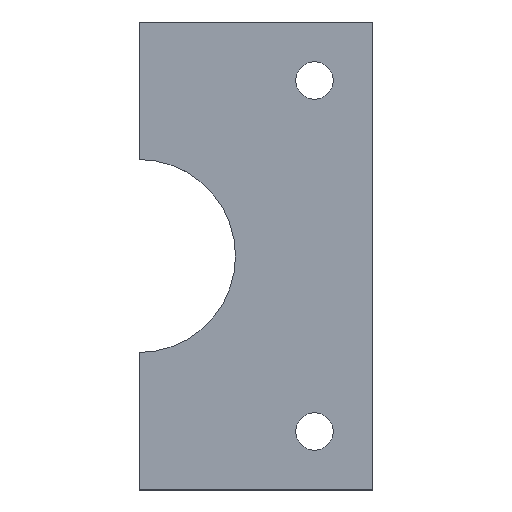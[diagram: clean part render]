
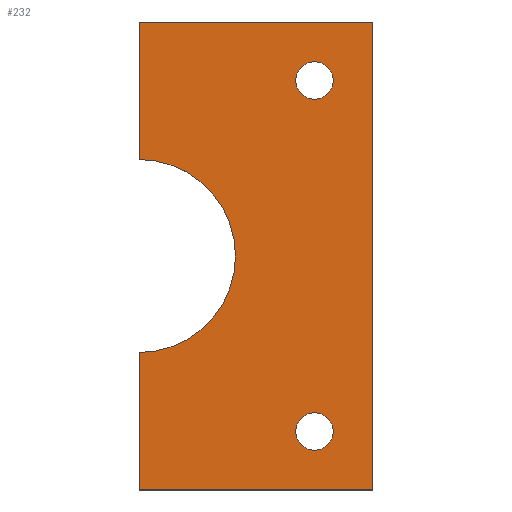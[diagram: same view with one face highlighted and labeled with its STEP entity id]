
A CAD part, top view. The second image highlights one B-rep face of the part: STEP entity #232.
In plain terms, the highlighted free-form (B-spline) face has degree [1, 1] with [2, 2] control points.
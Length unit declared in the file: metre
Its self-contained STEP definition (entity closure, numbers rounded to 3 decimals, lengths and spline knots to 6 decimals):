
#14=LINE('',#347,#30);
#18=LINE('',#358,#34);
#21=LINE('',#367,#37);
#24=LINE('',#376,#40);
#27=LINE('',#385,#43);
#30=VECTOR('',#271,1.);
#34=VECTOR('',#275,1.);
#37=VECTOR('',#278,1.);
#40=VECTOR('',#281,1.);
#43=VECTOR('',#284,1.);
#49=B_SPLINE_SURFACE_WITH_KNOTS('',1,1,((#420,#421),(#422,#423)),
 .PLANE_SURF.,.F.,.F.,.F.,(2,2),(2,2),(0.,1.),(0.,1.),.UNSPECIFIED.);
#97=ORIENTED_EDGE('',*,*,#129,.T.);
#98=ORIENTED_EDGE('',*,*,#133,.F.);
#99=ORIENTED_EDGE('',*,*,#136,.T.);
#100=ORIENTED_EDGE('',*,*,#139,.T.);
#101=ORIENTED_EDGE('',*,*,#142,.T.);
#102=ORIENTED_EDGE('',*,*,#147,.F.);
#103=ORIENTED_EDGE('',*,*,#146,.F.);
#104=ORIENTED_EDGE('',*,*,#123,.F.);
#105=ORIENTED_EDGE('',*,*,#143,.F.);
#106=ORIENTED_EDGE('',*,*,#119,.F.);
#107=ORIENTED_EDGE('',*,*,#149,.F.);
#119=EDGE_CURVE('',#151,#152,#173,.T.);
#123=EDGE_CURVE('',#155,#156,#175,.T.);
#129=EDGE_CURVE('',#162,#161,#14,.T.);
#133=EDGE_CURVE('',#164,#161,#18,.T.);
#136=EDGE_CURVE('',#164,#166,#21,.T.);
#139=EDGE_CURVE('',#166,#168,#24,.T.);
#142=EDGE_CURVE('',#168,#170,#27,.T.);
#143=EDGE_CURVE('',#156,#155,#177,.T.);
#146=EDGE_CURVE('',#162,#172,#180,.T.);
#147=EDGE_CURVE('',#172,#170,#181,.T.);
#149=EDGE_CURVE('',#152,#151,#183,.T.);
#151=VERTEX_POINT('',#311);
#152=VERTEX_POINT('',#312);
#155=VERTEX_POINT('',#329);
#156=VERTEX_POINT('',#330);
#161=VERTEX_POINT('',#346);
#162=VERTEX_POINT('',#348);
#164=VERTEX_POINT('',#357);
#166=VERTEX_POINT('',#366);
#168=VERTEX_POINT('',#375);
#170=VERTEX_POINT('',#384);
#172=VERTEX_POINT('',#407);
#173=CIRCLE('',#247,0.0016);
#175=CIRCLE('',#249,0.0016);
#177=CIRCLE('',#251,0.0016);
#180=CIRCLE('',#254,0.00825);
#181=CIRCLE('',#255,0.00825);
#183=CIRCLE('',#257,0.0016);
#195=EDGE_LOOP('',(#97,#98,#99,#100,#101,#102,#103));
#196=EDGE_LOOP('',(#104,#105));
#197=EDGE_LOOP('',(#106,#107));
#211=FACE_BOUND('',#195,.T.);
#212=FACE_BOUND('',#196,.T.);
#213=FACE_BOUND('',#197,.T.);
#232=ADVANCED_FACE('',(#211,#212,#213),#49,.T.);
#247=AXIS2_PLACEMENT_3D('',#310,#261,#262);
#249=AXIS2_PLACEMENT_3D('',#328,#265,#266);
#251=AXIS2_PLACEMENT_3D('',#394,#285,#286);
#254=AXIS2_PLACEMENT_3D('',#406,#291,#292);
#255=AXIS2_PLACEMENT_3D('',#408,#293,#294);
#257=AXIS2_PLACEMENT_3D('',#418,#297,#298);
#261=DIRECTION('',(0.,0.,1.));
#262=DIRECTION('',(1.,0.,0.));
#265=DIRECTION('',(0.,0.,1.));
#266=DIRECTION('',(1.,0.,0.));
#271=DIRECTION('',(0.,-1.,0.));
#275=DIRECTION('',(-1.,0.,0.));
#278=DIRECTION('',(0.,1.,0.));
#281=DIRECTION('',(-1.,0.,0.));
#284=DIRECTION('',(0.,-1.,0.));
#285=DIRECTION('',(0.,0.,1.));
#286=DIRECTION('',(1.,0.,0.));
#291=DIRECTION('',(0.,0.,1.));
#292=DIRECTION('',(1.,0.,0.));
#293=DIRECTION('',(0.,0.,1.));
#294=DIRECTION('',(1.,0.,0.));
#297=DIRECTION('',(0.,0.,1.));
#298=DIRECTION('',(1.,0.,0.));
#310=CARTESIAN_POINT('',(0.015,-0.015,-0.0555));
#311=CARTESIAN_POINT('',(0.0134,-0.015,-0.0555));
#312=CARTESIAN_POINT('',(0.0166,-0.015,-0.0555));
#328=CARTESIAN_POINT('',(0.015,0.015,-0.0555));
#329=CARTESIAN_POINT('',(0.0134,0.015,-0.0555));
#330=CARTESIAN_POINT('',(0.0166,0.015,-0.0555));
#346=CARTESIAN_POINT('',(0.,-0.02,-0.0555));
#347=CARTESIAN_POINT('',(0.,-0.013125,-0.0555));
#348=CARTESIAN_POINT('',(0.,-0.00825,-0.0555));
#357=CARTESIAN_POINT('',(0.02,-0.02,-0.0555));
#358=CARTESIAN_POINT('',(0.01,-0.02,-0.0555));
#366=CARTESIAN_POINT('',(0.02,0.02,-0.0555));
#367=CARTESIAN_POINT('',(0.02,0.,-0.0555));
#375=CARTESIAN_POINT('',(0.,0.02,-0.0555));
#376=CARTESIAN_POINT('',(0.01,0.02,-0.0555));
#384=CARTESIAN_POINT('',(0.,0.00825,-0.0555));
#385=CARTESIAN_POINT('',(0.,0.013125,-0.0555));
#394=CARTESIAN_POINT('',(0.015,0.015,-0.0555));
#406=CARTESIAN_POINT('',(0.,0.,-0.0555));
#407=CARTESIAN_POINT('',(0.00825,0.,-0.0555));
#408=CARTESIAN_POINT('',(0.,0.,-0.0555));
#418=CARTESIAN_POINT('',(0.015,-0.015,-0.0555));
#420=CARTESIAN_POINT('',(-0.001,-0.022,-0.0555));
#421=CARTESIAN_POINT('',(-0.001,0.022,-0.0555));
#422=CARTESIAN_POINT('',(0.021,-0.022,-0.0555));
#423=CARTESIAN_POINT('',(0.021,0.022,-0.0555));
